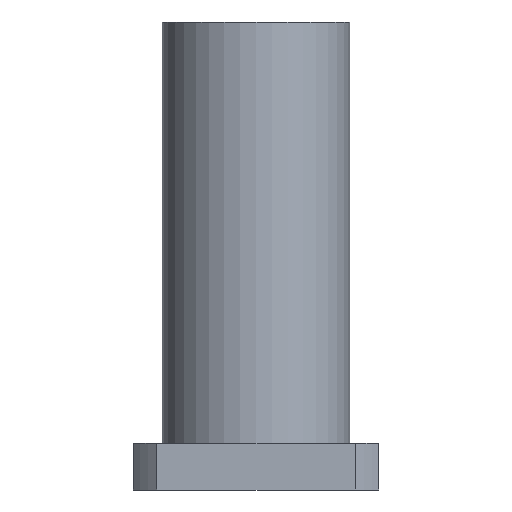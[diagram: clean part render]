
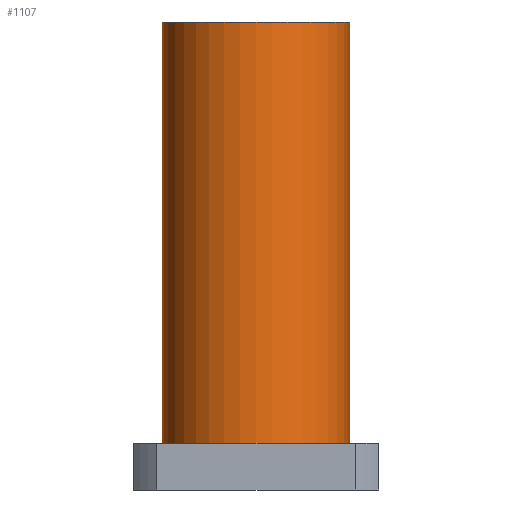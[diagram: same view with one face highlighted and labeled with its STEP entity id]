
A CAD part, front view. The second image highlights one B-rep face of the part: STEP entity #1107.
In plain terms, the highlighted cylindrical face has radius 16 mm (diameter 32 mm), a partial arc.
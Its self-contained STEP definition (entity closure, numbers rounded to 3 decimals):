
#6 = VERTEX_POINT ( 'NONE', #843 ) ;
#8 = CARTESIAN_POINT ( 'NONE',  ( 0., 0., 40. ) ) ;
#45 = EDGE_CURVE ( 'NONE', #274, #6, #997, .T. ) ;
#145 = FACE_OUTER_BOUND ( 'NONE', #768, .T. ) ;
#158 = DIRECTION ( 'NONE',  ( 0., 0., 1. ) ) ;
#176 = CARTESIAN_POINT ( 'NONE',  ( -16., 0., 40. ) ) ;
#185 = VECTOR ( 'NONE', #858, 1000. ) ;
#205 = CARTESIAN_POINT ( 'NONE',  ( 0., 0., -32. ) ) ;
#211 = DIRECTION ( 'NONE',  ( 1., 0., 0. ) ) ;
#214 = ORIENTED_EDGE ( 'NONE', *, *, #494, .F. ) ;
#238 = EDGE_CURVE ( 'NONE', #274, #980, #1016, .T. ) ;
#241 = DIRECTION ( 'NONE',  ( 0., 0., 1. ) ) ;
#245 = ORIENTED_EDGE ( 'NONE', *, *, #45, .T. ) ;
#274 = VERTEX_POINT ( 'NONE', #576 ) ;
#324 = ORIENTED_EDGE ( 'NONE', *, *, #238, .F. ) ;
#331 = VECTOR ( 'NONE', #158, 1000. ) ;
#346 = DIRECTION ( 'NONE',  ( 1., 0., 0. ) ) ;
#431 = ORIENTED_EDGE ( 'NONE', *, *, #926, .T. ) ;
#483 = DIRECTION ( 'NONE',  ( 0., 0., 1. ) ) ;
#494 = EDGE_CURVE ( 'NONE', #980, #1074, #1032, .T. ) ;
#543 = CYLINDRICAL_SURFACE ( 'NONE', #923, 16. ) ;
#561 = CARTESIAN_POINT ( 'NONE',  ( 0., 0., -32. ) ) ;
#576 = CARTESIAN_POINT ( 'NONE',  ( -16., 0., -32. ) ) ;
#584 = DIRECTION ( 'NONE',  ( 1., 0., 0. ) ) ;
#618 = CARTESIAN_POINT ( 'NONE',  ( 16., 0., -32. ) ) ;
#686 = LINE ( 'NONE', #618, #185 ) ;
#768 = EDGE_LOOP ( 'NONE', ( #324, #245, #431, #214 ) ) ;
#843 = CARTESIAN_POINT ( 'NONE',  ( 16., 0., -32. ) ) ;
#858 = DIRECTION ( 'NONE',  ( 0., 0., 1. ) ) ;
#912 = CARTESIAN_POINT ( 'NONE',  ( 16., 0., 40. ) ) ;
#923 = AXIS2_PLACEMENT_3D ( 'NONE', #205, #483, #211 ) ;
#925 = CARTESIAN_POINT ( 'NONE',  ( -16., 0., -32. ) ) ;
#926 = EDGE_CURVE ( 'NONE', #6, #1074, #686, .T. ) ;
#963 = DIRECTION ( 'NONE',  ( 0., 0., 1. ) ) ;
#979 = AXIS2_PLACEMENT_3D ( 'NONE', #561, #241, #584 ) ;
#980 = VERTEX_POINT ( 'NONE', #176 ) ;
#997 = CIRCLE ( 'NONE', #979, 16. ) ;
#1015 = AXIS2_PLACEMENT_3D ( 'NONE', #8, #963, #346 ) ;
#1016 = LINE ( 'NONE', #925, #331 ) ;
#1032 = CIRCLE ( 'NONE', #1015, 16. ) ;
#1074 = VERTEX_POINT ( 'NONE', #912 ) ;
#1107 = ADVANCED_FACE ( 'NONE', ( #145 ), #543, .T. ) ;
